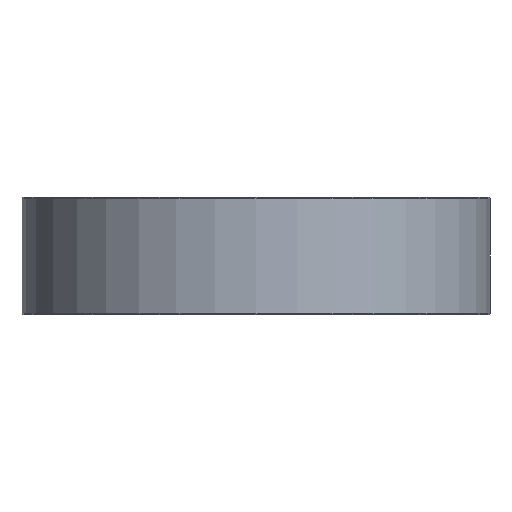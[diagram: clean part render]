
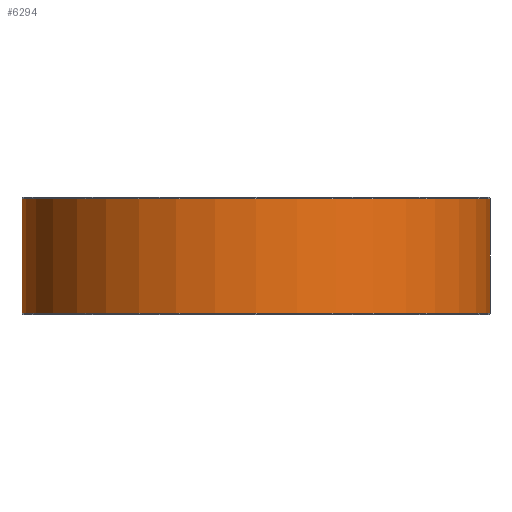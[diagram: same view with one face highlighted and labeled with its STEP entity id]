
A CAD part, front view. The second image highlights one B-rep face of the part: STEP entity #6294.
In plain terms, the highlighted cylindrical face has radius 50.8 mm (diameter 101.6 mm), a full revolution.
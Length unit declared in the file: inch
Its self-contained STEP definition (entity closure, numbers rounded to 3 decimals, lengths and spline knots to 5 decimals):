
#754=LINE('',#9205,#917);
#917=VECTOR('',#7676,2.);
#1080=CYLINDRICAL_SURFACE('',#6880,2.);
#1164=FACE_OUTER_BOUND('',#1594,.T.);
#1594=EDGE_LOOP('',(#4227,#4228,#4229,#4230,#4231,#4232));
#2102=CIRCLE('',#6859,2.);
#2103=CIRCLE('',#6860,2.);
#2107=CIRCLE('',#6865,2.);
#2108=CIRCLE('',#6866,2.);
#2564=VERTEX_POINT('',#9167);
#2565=VERTEX_POINT('',#9168);
#2568=VERTEX_POINT('',#9177);
#2569=VERTEX_POINT('',#9178);
#3173=EDGE_CURVE('',#2564,#2565,#2102,.T.);
#3174=EDGE_CURVE('',#2565,#2564,#2103,.T.);
#3178=EDGE_CURVE('',#2568,#2569,#2107,.T.);
#3179=EDGE_CURVE('',#2569,#2568,#2108,.T.);
#3191=EDGE_CURVE('',#2568,#2565,#754,.T.);
#4227=ORIENTED_EDGE('',*,*,#3178,.T.);
#4228=ORIENTED_EDGE('',*,*,#3179,.T.);
#4229=ORIENTED_EDGE('',*,*,#3191,.T.);
#4230=ORIENTED_EDGE('',*,*,#3174,.T.);
#4231=ORIENTED_EDGE('',*,*,#3173,.T.);
#4232=ORIENTED_EDGE('',*,*,#3191,.F.);
#6294=ADVANCED_FACE('',(#1164),#1080,.T.);
#6859=AXIS2_PLACEMENT_3D('',#9169,#7632,#7633);
#6860=AXIS2_PLACEMENT_3D('',#9170,#7634,#7635);
#6865=AXIS2_PLACEMENT_3D('',#9179,#7644,#7645);
#6866=AXIS2_PLACEMENT_3D('',#9180,#7646,#7647);
#6880=AXIS2_PLACEMENT_3D('',#9204,#7674,#7675);
#7632=DIRECTION('center_axis',(0.,0.,-1.));
#7633=DIRECTION('ref_axis',(-1.,0.,0.));
#7634=DIRECTION('center_axis',(0.,0.,-1.));
#7635=DIRECTION('ref_axis',(-1.,0.,0.));
#7644=DIRECTION('center_axis',(0.,0.,1.));
#7645=DIRECTION('ref_axis',(1.,0.,0.));
#7646=DIRECTION('center_axis',(0.,0.,1.));
#7647=DIRECTION('ref_axis',(1.,0.,0.));
#7674=DIRECTION('center_axis',(0.,0.,-1.));
#7675=DIRECTION('ref_axis',(-1.,0.,0.));
#7676=DIRECTION('',(0.,0.,1.));
#9167=CARTESIAN_POINT('',(-2.,0.,-0.01));
#9168=CARTESIAN_POINT('',(2.,0.,-0.01));
#9169=CARTESIAN_POINT('Origin',(0.,0.,-0.01));
#9170=CARTESIAN_POINT('Origin',(0.,0.,-0.01));
#9177=CARTESIAN_POINT('',(2.,0.,-0.99));
#9178=CARTESIAN_POINT('',(-2.,0.,-0.99));
#9179=CARTESIAN_POINT('Origin',(0.,0.,-0.99));
#9180=CARTESIAN_POINT('Origin',(0.,0.,-0.99));
#9204=CARTESIAN_POINT('Origin',(0.,0.,1.17308));
#9205=CARTESIAN_POINT('',(2.,0.,1.17308));
